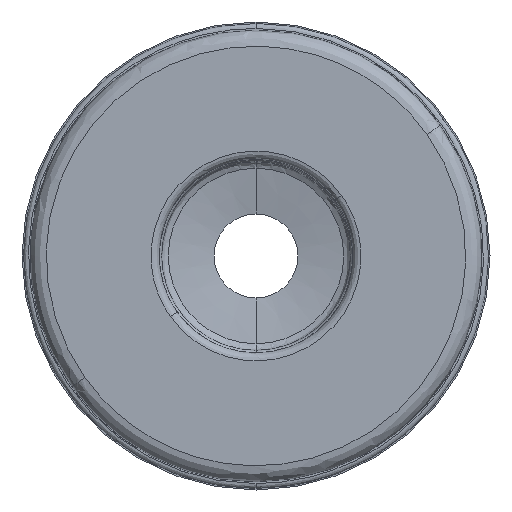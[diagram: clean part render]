
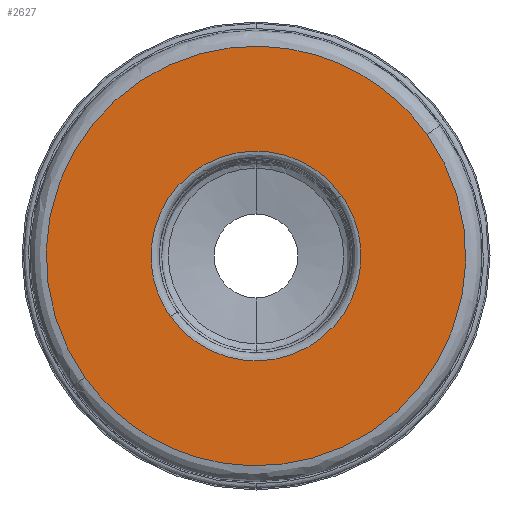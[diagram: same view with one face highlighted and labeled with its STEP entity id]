
A CAD part, front view. The second image highlights one B-rep face of the part: STEP entity #2627.
In plain terms, the highlighted planar face has unit normal (0, -1, 0).
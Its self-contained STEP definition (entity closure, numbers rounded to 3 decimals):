
#1 = EDGE_CURVE ( 'NONE', #1253, #1189, #1515, .T. ) ;
#96 =( BOUNDED_CURVE ( )  B_SPLINE_CURVE ( 3, ( #897, #876, #871, #869 ),
 .UNSPECIFIED., .F., .T. ) 
 B_SPLINE_CURVE_WITH_KNOTS ( ( 4, 4 ),
 ( 0., 1. ),
 .UNSPECIFIED. ) 
 CURVE ( )  GEOMETRIC_REPRESENTATION_ITEM ( )  RATIONAL_B_SPLINE_CURVE ( ( 1., 0.333, 0.333, 1. ) ) 
 REPRESENTATION_ITEM ( '' )  );
#238 = ORIENTED_EDGE ( 'NONE', *, *, #1, .F. ) ;
#364 =( BOUNDED_CURVE ( )  B_SPLINE_CURVE ( 3, ( #2371, #2368, #2336, #2330 ),
 .UNSPECIFIED., .F., .T. ) 
 B_SPLINE_CURVE_WITH_KNOTS ( ( 4, 4 ),
 ( 0., 1. ),
 .UNSPECIFIED. ) 
 CURVE ( )  GEOMETRIC_REPRESENTATION_ITEM ( )  RATIONAL_B_SPLINE_CURVE ( ( 1., 0.333, 0.333, 1. ) ) 
 REPRESENTATION_ITEM ( '' )  );
#396 = DIRECTION ( 'NONE',  ( 0., 0., 1. ) ) ;
#401 = DIRECTION ( 'NONE',  ( 0., 1., 0. ) ) ;
#412 = CARTESIAN_POINT ( 'NONE',  ( 3.475, 6.47, -4.891 ) ) ;
#472 = ORIENTED_EDGE ( 'NONE', *, *, #2564, .F. ) ;
#491 = PLANE ( 'NONE',  #1242 ) ;
#553 = FACE_BOUND ( 'NONE', #2134, .T. ) ;
#869 = CARTESIAN_POINT ( 'NONE',  ( 5.299, 6.47, 3.764 ) ) ;
#871 = CARTESIAN_POINT ( 'NONE',  ( 12.828, 6.47, -6.834 ) ) ;
#876 = CARTESIAN_POINT ( 'NONE',  ( 2.23, 6.47, -14.362 ) ) ;
#880 = CARTESIAN_POINT ( 'NONE',  ( -5.299, 6.47, -3.764 ) ) ;
#897 = CARTESIAN_POINT ( 'NONE',  ( -5.299, 6.47, -3.764 ) ) ;
#907 = CARTESIAN_POINT ( 'NONE',  ( -5.299, 6.47, -3.764 ) ) ;
#928 = CARTESIAN_POINT ( 'NONE',  ( -2.23, 6.47, 14.362 ) ) ;
#1080 = FACE_OUTER_BOUND ( 'NONE', #2193, .T. ) ;
#1100 = CARTESIAN_POINT ( 'NONE',  ( 5.299, 6.47, 3.764 ) ) ;
#1189 = VERTEX_POINT ( 'NONE', #2879 ) ;
#1196 = VERTEX_POINT ( 'NONE', #2882 ) ;
#1242 = AXIS2_PLACEMENT_3D ( 'NONE', #412, #401, #396 ) ;
#1253 = VERTEX_POINT ( 'NONE', #2786 ) ;
#1515 =( BOUNDED_CURVE ( )  B_SPLINE_CURVE ( 3, ( #2434, #2512, #2457, #2333 ),
 .UNSPECIFIED., .F., .T. ) 
 B_SPLINE_CURVE_WITH_KNOTS ( ( 4, 4 ),
 ( 0., 1. ),
 .UNSPECIFIED. ) 
 CURVE ( )  GEOMETRIC_REPRESENTATION_ITEM ( )  RATIONAL_B_SPLINE_CURVE ( ( 1., 0.333, 0.333, 1. ) ) 
 REPRESENTATION_ITEM ( '' )  );
#1823 = ORIENTED_EDGE ( 'NONE', *, *, #2182, .F. ) ;
#1861 = CARTESIAN_POINT ( 'NONE',  ( -12.828, 6.47, 6.834 ) ) ;
#2134 = EDGE_LOOP ( 'NONE', ( #472, #3224 ) ) ;
#2182 = EDGE_CURVE ( 'NONE', #1189, #1253, #364, .T. ) ;
#2193 = EDGE_LOOP ( 'NONE', ( #1823, #238 ) ) ;
#2330 = CARTESIAN_POINT ( 'NONE',  ( -10.598, 6.47, -7.529 ) ) ;
#2333 = CARTESIAN_POINT ( 'NONE',  ( 10.598, 6.47, 7.529 ) ) ;
#2336 = CARTESIAN_POINT ( 'NONE',  ( 4.459, 6.47, -28.725 ) ) ;
#2368 = CARTESIAN_POINT ( 'NONE',  ( 25.655, 6.47, -13.668 ) ) ;
#2371 = CARTESIAN_POINT ( 'NONE',  ( 10.598, 6.47, 7.529 ) ) ;
#2434 = CARTESIAN_POINT ( 'NONE',  ( -10.598, 6.47, -7.529 ) ) ;
#2457 = CARTESIAN_POINT ( 'NONE',  ( -4.459, 6.47, 28.725 ) ) ;
#2512 = CARTESIAN_POINT ( 'NONE',  ( -25.655, 6.47, 13.668 ) ) ;
#2564 = EDGE_CURVE ( 'NONE', #1196, #3353, #3211, .T. ) ;
#2627 = ADVANCED_FACE ( 'NONE', ( #1080, #553 ), #491, .F. ) ;
#2786 = CARTESIAN_POINT ( 'NONE',  ( -10.598, 6.47, -7.529 ) ) ;
#2879 = CARTESIAN_POINT ( 'NONE',  ( 10.598, 6.47, 7.529 ) ) ;
#2882 = CARTESIAN_POINT ( 'NONE',  ( 5.299, 6.47, 3.764 ) ) ;
#3211 =( BOUNDED_CURVE ( )  B_SPLINE_CURVE ( 3, ( #1100, #928, #1861, #880 ),
 .UNSPECIFIED., .F., .T. ) 
 B_SPLINE_CURVE_WITH_KNOTS ( ( 4, 4 ),
 ( 0., 1. ),
 .UNSPECIFIED. ) 
 CURVE ( )  GEOMETRIC_REPRESENTATION_ITEM ( )  RATIONAL_B_SPLINE_CURVE ( ( 1., 0.333, 0.333, 1. ) ) 
 REPRESENTATION_ITEM ( '' )  );
#3224 = ORIENTED_EDGE ( 'NONE', *, *, #3354, .F. ) ;
#3353 = VERTEX_POINT ( 'NONE', #907 ) ;
#3354 = EDGE_CURVE ( 'NONE', #3353, #1196, #96, .T. ) ;
